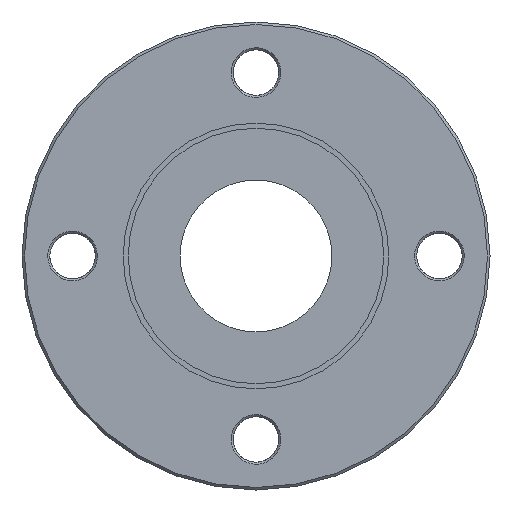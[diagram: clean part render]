
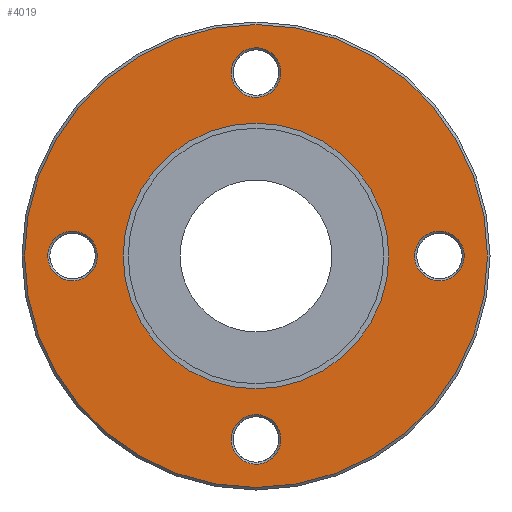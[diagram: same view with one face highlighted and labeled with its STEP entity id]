
A CAD part, left-side view. The second image highlights one B-rep face of the part: STEP entity #4019.
In plain terms, the highlighted planar face has unit normal (-1, 0, 0).
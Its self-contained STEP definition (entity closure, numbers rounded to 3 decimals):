
#3736=CARTESIAN_POINT('',(-61.,-0.,-52.5));
#3737=VERTEX_POINT('',#3736);
#3746=CARTESIAN_POINT('',(-61.,-0.,0.));
#3747=DIRECTION('',(-1.,0.,0.));
#3748=DIRECTION('',(0.,0.,-1.));
#3749=AXIS2_PLACEMENT_3D('',#3746,#3747,#3748);
#3750=CIRCLE('',#3749,52.5);
#3751=EDGE_CURVE('',#3737,#3737,#3750,.T.);
#3831=CARTESIAN_POINT('',(-61.,-0.,0.));
#3832=DIRECTION('',(1.,0.,0.));
#3833=DIRECTION('',(0.,0.,-1.));
#3834=AXIS2_PLACEMENT_3D('',#3831,#3832,#3833);
#3835=PLANE('',#3834);
#3836=CARTESIAN_POINT('',(-61.,72.5,-9.8));
#3837=VERTEX_POINT('',#3836);
#3838=CARTESIAN_POINT('',(-61.,72.5,-9.8));
#3839=CARTESIAN_POINT('',(-61.,74.442,-9.801));
#3840=CARTESIAN_POINT('',(-61.,76.251,-9.054));
#3841=CARTESIAN_POINT('',(-61.,78.047,-8.312));
#3842=CARTESIAN_POINT('',(-61.,79.43,-6.93));
#3843=CARTESIAN_POINT('',(-61.,80.792,-5.567));
#3844=CARTESIAN_POINT('',(-61.,81.547,-3.747));
#3845=CARTESIAN_POINT('',(-61.,82.301,-1.929));
#3846=CARTESIAN_POINT('',(-61.,82.3,-0.003));
#3847=CARTESIAN_POINT('',(-61.,82.299,1.924));
#3848=CARTESIAN_POINT('',(-61.,81.547,3.744));
#3849=CARTESIAN_POINT('',(-61.,80.794,5.565));
#3850=CARTESIAN_POINT('',(-61.,79.432,6.927));
#3851=CARTESIAN_POINT('',(-61.,78.068,8.292));
#3852=CARTESIAN_POINT('',(-61.,76.253,9.045));
#3853=CARTESIAN_POINT('',(-61.,74.435,9.8));
#3854=CARTESIAN_POINT('',(-61.,72.499,9.8));
#3855=CARTESIAN_POINT('',(-61.,70.566,9.8));
#3856=CARTESIAN_POINT('',(-61.,68.746,9.045));
#3857=CARTESIAN_POINT('',(-61.,66.933,8.292));
#3858=CARTESIAN_POINT('',(-61.,65.567,6.927));
#3859=CARTESIAN_POINT('',(-61.,64.206,5.566));
#3860=CARTESIAN_POINT('',(-61.,63.453,3.743));
#3861=CARTESIAN_POINT('',(-61.,62.701,1.925));
#3862=CARTESIAN_POINT('',(-61.,62.7,-0.004));
#3863=CARTESIAN_POINT('',(-61.,62.699,-1.928));
#3864=CARTESIAN_POINT('',(-61.,63.453,-3.748));
#3865=CARTESIAN_POINT('',(-61.,64.207,-5.566));
#3866=CARTESIAN_POINT('',(-61.,65.571,-6.93));
#3867=CARTESIAN_POINT('',(-61.,66.951,-8.311));
#3868=CARTESIAN_POINT('',(-61.,68.749,-9.054));
#3869=CARTESIAN_POINT('',(-61.,70.553,-9.799));
#3870=CARTESIAN_POINT('',(-61.,72.5,-9.8));
#3871=B_SPLINE_CURVE_WITH_KNOTS('',2,(#3838,#3839,#3840,#3841,#3842,#3843,#3844,#3845,#3846,#3847,#3848,#3849,#3850,#3851,#3852,#3853,#3854,#3855,#3856,#3857,#3858,#3859,#3860,#3861,#3862,#3863,
#3864,#3865,#3866,#3867,#3868,#3869,#3870),.UNSPECIFIED.,.T.,.F.,(3,2,2,2,2,2,2,2,2,2,2,2,2,2,2,2,3),(0.,0.063,0.125,0.188,0.25,0.313,0.375,0.438,0.5,0.563,0.625,0.688,0.75,0.813,0.875,0.938,1.),.UNSPECIFIED.);
#3872=EDGE_CURVE('',#3837,#3837,#3871,.T.);
#3873=ORIENTED_EDGE('',*,*,#3872,.T.);
#3874=EDGE_LOOP('',(#3873));
#3875=FACE_BOUND('',#3874,.T.);
#3876=CARTESIAN_POINT('',(-61.,9.8,-72.5));
#3877=VERTEX_POINT('',#3876);
#3878=CARTESIAN_POINT('',(-61.,9.8,-72.5));
#3879=CARTESIAN_POINT('',(-61.,9.801,-70.558));
#3880=CARTESIAN_POINT('',(-61.,9.054,-68.749));
#3881=CARTESIAN_POINT('',(-61.,8.312,-66.953));
#3882=CARTESIAN_POINT('',(-61.,6.93,-65.57));
#3883=CARTESIAN_POINT('',(-61.,5.567,-64.208));
#3884=CARTESIAN_POINT('',(-61.,3.747,-63.453));
#3885=CARTESIAN_POINT('',(-61.,1.929,-62.699));
#3886=CARTESIAN_POINT('',(-61.,0.003,-62.7));
#3887=CARTESIAN_POINT('',(-61.,-1.924,-62.701));
#3888=CARTESIAN_POINT('',(-61.,-3.744,-63.453));
#3889=CARTESIAN_POINT('',(-61.,-5.565,-64.206));
#3890=CARTESIAN_POINT('',(-61.,-6.927,-65.568));
#3891=CARTESIAN_POINT('',(-61.,-8.292,-66.932));
#3892=CARTESIAN_POINT('',(-61.,-9.045,-68.747));
#3893=CARTESIAN_POINT('',(-61.,-9.8,-70.565));
#3894=CARTESIAN_POINT('',(-61.,-9.8,-72.501));
#3895=CARTESIAN_POINT('',(-61.,-9.8,-74.434));
#3896=CARTESIAN_POINT('',(-61.,-9.045,-76.254));
#3897=CARTESIAN_POINT('',(-61.,-8.292,-78.067));
#3898=CARTESIAN_POINT('',(-61.,-6.927,-79.433));
#3899=CARTESIAN_POINT('',(-61.,-5.566,-80.794));
#3900=CARTESIAN_POINT('',(-61.,-3.743,-81.547));
#3901=CARTESIAN_POINT('',(-61.,-1.925,-82.299));
#3902=CARTESIAN_POINT('',(-61.,0.004,-82.3));
#3903=CARTESIAN_POINT('',(-61.,1.928,-82.301));
#3904=CARTESIAN_POINT('',(-61.,3.748,-81.547));
#3905=CARTESIAN_POINT('',(-61.,5.566,-80.793));
#3906=CARTESIAN_POINT('',(-61.,6.93,-79.429));
#3907=CARTESIAN_POINT('',(-61.,8.311,-78.049));
#3908=CARTESIAN_POINT('',(-61.,9.054,-76.251));
#3909=CARTESIAN_POINT('',(-61.,9.799,-74.447));
#3910=CARTESIAN_POINT('',(-61.,9.8,-72.5));
#3911=B_SPLINE_CURVE_WITH_KNOTS('',2,(#3878,#3879,#3880,#3881,#3882,#3883,#3884,#3885,#3886,#3887,#3888,#3889,#3890,#3891,#3892,#3893,#3894,#3895,#3896,#3897,#3898,#3899,#3900,#3901,#3902,#3903,
#3904,#3905,#3906,#3907,#3908,#3909,#3910),.UNSPECIFIED.,.T.,.F.,(3,2,2,2,2,2,2,2,2,2,2,2,2,2,2,2,3),(0.,0.063,0.125,0.188,0.25,0.313,0.375,0.438,0.5,0.563,0.625,0.688,0.75,0.813,0.875,0.938,1.),.UNSPECIFIED.);
#3912=EDGE_CURVE('',#3877,#3877,#3911,.T.);
#3913=ORIENTED_EDGE('',*,*,#3912,.T.);
#3914=EDGE_LOOP('',(#3913));
#3915=FACE_BOUND('',#3914,.T.);
#3916=CARTESIAN_POINT('',(-61.,-72.5,-9.8));
#3917=VERTEX_POINT('',#3916);
#3918=CARTESIAN_POINT('',(-61.,-72.5,-9.8));
#3919=CARTESIAN_POINT('',(-61.,-70.558,-9.801));
#3920=CARTESIAN_POINT('',(-61.,-68.749,-9.054));
#3921=CARTESIAN_POINT('',(-61.,-66.953,-8.312));
#3922=CARTESIAN_POINT('',(-61.,-65.57,-6.93));
#3923=CARTESIAN_POINT('',(-61.,-64.208,-5.567));
#3924=CARTESIAN_POINT('',(-61.,-63.453,-3.747));
#3925=CARTESIAN_POINT('',(-61.,-62.699,-1.929));
#3926=CARTESIAN_POINT('',(-61.,-62.7,-0.003));
#3927=CARTESIAN_POINT('',(-61.,-62.701,1.924));
#3928=CARTESIAN_POINT('',(-61.,-63.453,3.744));
#3929=CARTESIAN_POINT('',(-61.,-64.206,5.565));
#3930=CARTESIAN_POINT('',(-61.,-65.568,6.927));
#3931=CARTESIAN_POINT('',(-61.,-66.932,8.292));
#3932=CARTESIAN_POINT('',(-61.,-68.747,9.045));
#3933=CARTESIAN_POINT('',(-61.,-70.565,9.8));
#3934=CARTESIAN_POINT('',(-61.,-72.501,9.8));
#3935=CARTESIAN_POINT('',(-61.,-74.434,9.8));
#3936=CARTESIAN_POINT('',(-61.,-76.254,9.045));
#3937=CARTESIAN_POINT('',(-61.,-78.067,8.292));
#3938=CARTESIAN_POINT('',(-61.,-79.433,6.927));
#3939=CARTESIAN_POINT('',(-61.,-80.794,5.566));
#3940=CARTESIAN_POINT('',(-61.,-81.547,3.743));
#3941=CARTESIAN_POINT('',(-61.,-82.299,1.925));
#3942=CARTESIAN_POINT('',(-61.,-82.3,-0.004));
#3943=CARTESIAN_POINT('',(-61.,-82.301,-1.928));
#3944=CARTESIAN_POINT('',(-61.,-81.547,-3.748));
#3945=CARTESIAN_POINT('',(-61.,-80.793,-5.566));
#3946=CARTESIAN_POINT('',(-61.,-79.429,-6.93));
#3947=CARTESIAN_POINT('',(-61.,-78.049,-8.311));
#3948=CARTESIAN_POINT('',(-61.,-76.251,-9.054));
#3949=CARTESIAN_POINT('',(-61.,-74.447,-9.799));
#3950=CARTESIAN_POINT('',(-61.,-72.5,-9.8));
#3951=B_SPLINE_CURVE_WITH_KNOTS('',2,(#3918,#3919,#3920,#3921,#3922,#3923,#3924,#3925,#3926,#3927,#3928,#3929,#3930,#3931,#3932,#3933,#3934,#3935,#3936,#3937,#3938,#3939,#3940,#3941,#3942,#3943,
#3944,#3945,#3946,#3947,#3948,#3949,#3950),.UNSPECIFIED.,.T.,.F.,(3,2,2,2,2,2,2,2,2,2,2,2,2,2,2,2,3),(0.,0.063,0.125,0.188,0.25,0.313,0.375,0.438,0.5,0.563,0.625,0.688,0.75,0.813,0.875,0.938,1.),.UNSPECIFIED.);
#3952=EDGE_CURVE('',#3917,#3917,#3951,.T.);
#3953=ORIENTED_EDGE('',*,*,#3952,.T.);
#3954=EDGE_LOOP('',(#3953));
#3955=FACE_BOUND('',#3954,.T.);
#3956=CARTESIAN_POINT('',(-61.,9.8,72.5));
#3957=VERTEX_POINT('',#3956);
#3958=CARTESIAN_POINT('',(-61.,9.8,72.5));
#3959=CARTESIAN_POINT('',(-61.,9.801,74.442));
#3960=CARTESIAN_POINT('',(-61.,9.054,76.251));
#3961=CARTESIAN_POINT('',(-61.,8.312,78.047));
#3962=CARTESIAN_POINT('',(-61.,6.93,79.43));
#3963=CARTESIAN_POINT('',(-61.,5.567,80.792));
#3964=CARTESIAN_POINT('',(-61.,3.747,81.547));
#3965=CARTESIAN_POINT('',(-61.,1.929,82.301));
#3966=CARTESIAN_POINT('',(-61.,0.003,82.3));
#3967=CARTESIAN_POINT('',(-61.,-1.924,82.299));
#3968=CARTESIAN_POINT('',(-61.,-3.744,81.547));
#3969=CARTESIAN_POINT('',(-61.,-5.565,80.794));
#3970=CARTESIAN_POINT('',(-61.,-6.927,79.432));
#3971=CARTESIAN_POINT('',(-61.,-8.292,78.068));
#3972=CARTESIAN_POINT('',(-61.,-9.045,76.253));
#3973=CARTESIAN_POINT('',(-61.,-9.8,74.435));
#3974=CARTESIAN_POINT('',(-61.,-9.8,72.499));
#3975=CARTESIAN_POINT('',(-61.,-9.8,70.566));
#3976=CARTESIAN_POINT('',(-61.,-9.045,68.746));
#3977=CARTESIAN_POINT('',(-61.,-8.292,66.933));
#3978=CARTESIAN_POINT('',(-61.,-6.927,65.567));
#3979=CARTESIAN_POINT('',(-61.,-5.566,64.206));
#3980=CARTESIAN_POINT('',(-61.,-3.743,63.453));
#3981=CARTESIAN_POINT('',(-61.,-1.925,62.701));
#3982=CARTESIAN_POINT('',(-61.,0.004,62.7));
#3983=CARTESIAN_POINT('',(-61.,1.928,62.699));
#3984=CARTESIAN_POINT('',(-61.,3.748,63.453));
#3985=CARTESIAN_POINT('',(-61.,5.566,64.207));
#3986=CARTESIAN_POINT('',(-61.,6.93,65.571));
#3987=CARTESIAN_POINT('',(-61.,8.311,66.951));
#3988=CARTESIAN_POINT('',(-61.,9.054,68.749));
#3989=CARTESIAN_POINT('',(-61.,9.799,70.553));
#3990=CARTESIAN_POINT('',(-61.,9.8,72.5));
#3991=B_SPLINE_CURVE_WITH_KNOTS('',2,(#3958,#3959,#3960,#3961,#3962,#3963,#3964,#3965,#3966,#3967,#3968,#3969,#3970,#3971,#3972,#3973,#3974,#3975,#3976,#3977,#3978,#3979,#3980,#3981,#3982,#3983,
#3984,#3985,#3986,#3987,#3988,#3989,#3990),.UNSPECIFIED.,.T.,.F.,(3,2,2,2,2,2,2,2,2,2,2,2,2,2,2,2,3),(0.,0.063,0.125,0.188,0.25,0.313,0.375,0.438,0.5,0.563,0.625,0.688,0.75,0.813,0.875,0.938,1.),.UNSPECIFIED.);
#3992=EDGE_CURVE('',#3957,#3957,#3991,.T.);
#3993=ORIENTED_EDGE('',*,*,#3992,.T.);
#3994=EDGE_LOOP('',(#3993));
#3995=FACE_BOUND('',#3994,.T.);
#3996=CARTESIAN_POINT('',(-61.,-0.,-91.5));
#3997=VERTEX_POINT('',#3996);
#3998=CARTESIAN_POINT('',(-61.,91.5,-0.));
#3999=VERTEX_POINT('',#3998);
#4000=CARTESIAN_POINT('',(-61.,-0.,0.));
#4001=DIRECTION('',(-1.,-0.,-0.));
#4002=DIRECTION('',(0.,0.,-1.));
#4003=AXIS2_PLACEMENT_3D('',#4000,#4001,#4002);
#4004=CIRCLE('',#4003,91.5);
#4005=EDGE_CURVE('',#3997,#3999,#4004,.T.);
#4006=ORIENTED_EDGE('',*,*,#4005,.T.);
#4007=CARTESIAN_POINT('',(-61.,-0.,0.));
#4008=DIRECTION('',(-1.,-0.,-0.));
#4009=DIRECTION('',(0.,0.,-1.));
#4010=AXIS2_PLACEMENT_3D('',#4007,#4008,#4009);
#4011=CIRCLE('',#4010,91.5);
#4012=EDGE_CURVE('',#3999,#3997,#4011,.T.);
#4013=ORIENTED_EDGE('',*,*,#4012,.T.);
#4014=EDGE_LOOP('',(#4006,#4013));
#4015=FACE_BOUND('',#4014,.T.);
#4016=ORIENTED_EDGE('',*,*,#3751,.F.);
#4017=EDGE_LOOP('',(#4016));
#4018=FACE_BOUND('',#4017,.T.);
#4019=ADVANCED_FACE('',(#3875,#3915,#3955,#3995,#4015,#4018),#3835,.F.);
